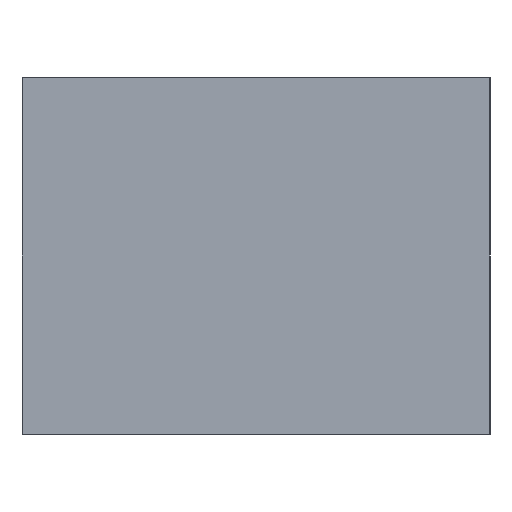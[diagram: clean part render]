
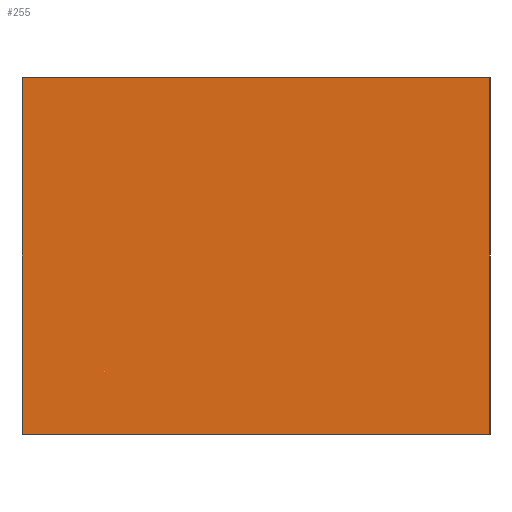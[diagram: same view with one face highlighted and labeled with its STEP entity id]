
A CAD part, left-side view. The second image highlights one B-rep face of the part: STEP entity #255.
In plain terms, the highlighted planar face has unit normal (-1, 0, 0).
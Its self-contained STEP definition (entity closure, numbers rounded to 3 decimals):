
#29=FACE_OUTER_BOUND('',#45,.T.);
#45=EDGE_LOOP('',(#219,#220,#221,#222));
#64=LINE('',#388,#96);
#72=LINE('',#405,#104);
#77=LINE('',#414,#109);
#78=LINE('',#416,#110);
#96=VECTOR('',#319,10.);
#104=VECTOR('',#335,10.);
#109=VECTOR('',#344,10.);
#110=VECTOR('',#347,10.);
#122=VERTEX_POINT('',#386);
#123=VERTEX_POINT('',#387);
#128=VERTEX_POINT('',#403);
#130=VERTEX_POINT('',#412);
#148=EDGE_CURVE('',#122,#123,#64,.F.);
#156=EDGE_CURVE('',#128,#122,#72,.T.);
#161=EDGE_CURVE('',#130,#123,#77,.F.);
#162=EDGE_CURVE('',#128,#130,#78,.F.);
#219=ORIENTED_EDGE('',*,*,#162,.T.);
#220=ORIENTED_EDGE('',*,*,#161,.T.);
#221=ORIENTED_EDGE('',*,*,#148,.F.);
#222=ORIENTED_EDGE('',*,*,#156,.F.);
#240=PLANE('',#284);
#255=ADVANCED_FACE('',(#29),#240,.T.);
#284=AXIS2_PLACEMENT_3D('',#415,#345,#346);
#319=DIRECTION('',(0.,1.,0.));
#335=DIRECTION('',(0.,0.,1.));
#344=DIRECTION('',(0.,0.,-1.));
#345=DIRECTION('center_axis',(-1.,0.,0.));
#346=DIRECTION('ref_axis',(0.,-1.,0.));
#347=DIRECTION('',(0.,1.,0.));
#386=CARTESIAN_POINT('',(-1.2,8.9,6.5));
#387=CARTESIAN_POINT('',(-1.2,-1.2,6.5));
#388=CARTESIAN_POINT('',(-1.2,5.775,6.5));
#403=CARTESIAN_POINT('',(-1.2,8.9,-1.2));
#405=CARTESIAN_POINT('',(-1.2,8.9,0.));
#412=CARTESIAN_POINT('',(-1.2,-1.2,-1.2));
#414=CARTESIAN_POINT('',(-1.2,-1.2,0.));
#415=CARTESIAN_POINT('Origin',(-1.2,7.7,0.));
#416=CARTESIAN_POINT('',(-1.2,5.775,-1.2));
